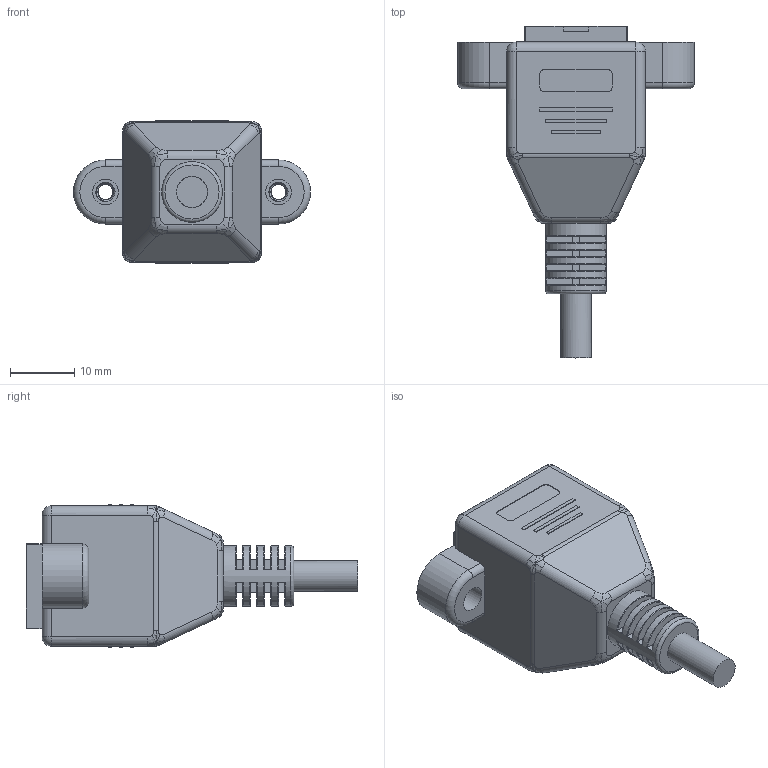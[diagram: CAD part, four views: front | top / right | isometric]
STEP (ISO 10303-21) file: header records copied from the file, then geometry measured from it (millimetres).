
FILE_DESCRIPTION(/* description */ (''),/* implementation_level */ '2;1');
FILE_NAME(/* name */ '3e15cfc2-3a7c-4222-8c46-3111ac521591.stp',/* time_stamp */ '2018-01-29T09:59:37+00:00',/* author */ (''),/* organization */ (''),/* preprocessor_version */ 'ST-DEVELOPER v16.13',/* originating_system */ 'Autodesk Translation Framework v6.5.0.72',/* authorisation */ '');
FILE_SCHEMA (('AUTOMOTIVE_DESIGN { 1 0 10303 214 3 1 1 }'));
Length unit declared in the file: millimetre
Products named in the file (4): RJ45 PanelMount; RJ45; MetalSheet; M3 - nut 92497A200 v1
Assembly tree (4 placements, depth 2):
  RJ45 PanelMount
    RJ45
    MetalSheet
    M3 - nut 92497A200 v1  x2
Bounding box: 37 x 51.8 x 22.2 mm (x, y, z)
Volume: 12497.1 mm3; surface area: 5703.6 mm2
Topology: 4 solids, 4 shells, 390 faces, 986 edges, 622 vertices
Faces by surface type: plane 206, cylinder 69, bspline 60, cone 32, torus 19, sphere 4
Full cylindrical faces by diameter (mm): 2.35 x6, 3 x8, 4 x4, 4.85 x1, 9.45 x1
Entity records: 13811 total; most frequent: CARTESIAN_POINT 5443, ORIENTED_EDGE 1788, DIRECTION 1597, EDGE_CURVE 894, VERTEX_POINT 566, AXIS2_PLACEMENT_3D 540, LINE 517, VECTOR 517
